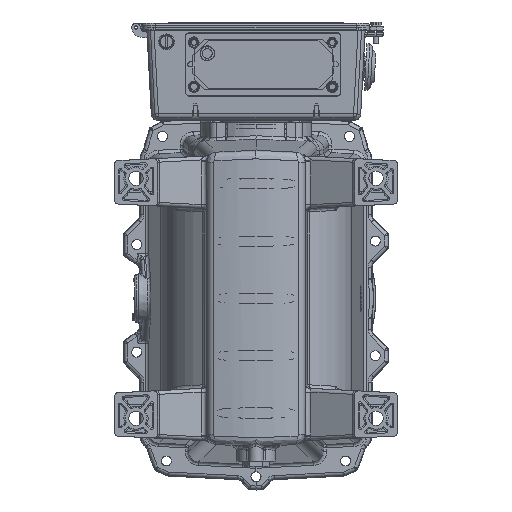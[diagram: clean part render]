
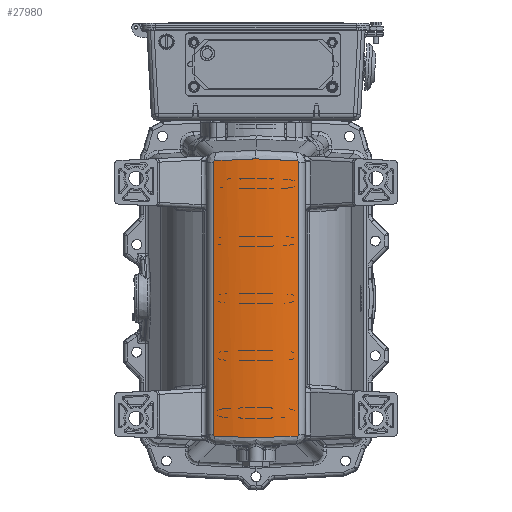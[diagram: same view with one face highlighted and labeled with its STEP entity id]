
A CAD part, front view. The second image highlights one B-rep face of the part: STEP entity #27980.
In plain terms, the highlighted cylindrical face has radius 240 mm (diameter 480 mm), a partial arc.
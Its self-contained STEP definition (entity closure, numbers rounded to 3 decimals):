
#2967=CARTESIAN_POINT('',(57.423,16.971,192.171));
#2968=CARTESIAN_POINT('',(51.203,15.438,192.405));
#2969=CARTESIAN_POINT('',(38.617,12.865,192.904));
#2970=CARTESIAN_POINT('',(19.394,10.523,193.746));
#2971=CARTESIAN_POINT('',(6.471,10.,194.364));
#2972=CARTESIAN_POINT('',(0.,10.,
194.687));
#2974=CARTESIAN_POINT('',(59.441,17.477,190.2));
#2975=CARTESIAN_POINT('',(59.441,17.477,190.371));
#2976=CARTESIAN_POINT('',(59.397,17.466,190.7));
#2977=CARTESIAN_POINT('',(59.195,17.415,191.175));
#2978=CARTESIAN_POINT('',(58.873,17.333,191.583));
#2979=CARTESIAN_POINT('',(58.452,17.227,191.901));
#2980=CARTESIAN_POINT('',(57.954,17.102,192.109));
#2981=CARTESIAN_POINT('',(57.604,17.016,192.164));
#2982=CARTESIAN_POINT('',(57.423,16.971,192.171));
#2984=DIRECTION('',(0.,0.,1.));
#2985=VECTOR('',#2984,380.401);
#2986=CARTESIAN_POINT('',(59.441,17.477,-190.2));
#2987=LINE('',#2986,#2985);
#2988=CARTESIAN_POINT('',(57.423,16.971,-192.171));
#2989=CARTESIAN_POINT('',(57.604,17.016,-192.164));
#2990=CARTESIAN_POINT('',(57.954,17.102,-192.109));
#2991=CARTESIAN_POINT('',(58.452,17.227,-191.901));
#2992=CARTESIAN_POINT('',(58.873,17.333,-191.583));
#2993=CARTESIAN_POINT('',(59.195,17.415,-191.175));
#2994=CARTESIAN_POINT('',(59.397,17.466,-190.7));
#2995=CARTESIAN_POINT('',(59.441,17.477,-190.371));
#2996=CARTESIAN_POINT('',(59.441,17.477,-190.2));
#2998=CARTESIAN_POINT('',(0.,10.,
-194.687));
#2999=CARTESIAN_POINT('',(6.471,10.,-194.364));
#3000=CARTESIAN_POINT('',(19.394,10.523,-193.746));
#3001=CARTESIAN_POINT('',(38.617,12.865,-192.904));
#3002=CARTESIAN_POINT('',(51.203,15.438,-192.405));
#3003=CARTESIAN_POINT('',(57.423,16.971,-192.171));
#3005=CARTESIAN_POINT('',(-57.423,16.971,
-192.171));
#3006=CARTESIAN_POINT('',(-51.203,15.438,
-192.405));
#3007=CARTESIAN_POINT('',(-38.617,12.865,
-192.904));
#3008=CARTESIAN_POINT('',(-19.394,10.523,
-193.746));
#3009=CARTESIAN_POINT('',(-6.471,10.,
-194.364));
#3010=CARTESIAN_POINT('',(0.,10.,
-194.687));
#3012=CARTESIAN_POINT('',(-59.441,17.477,
-190.2));
#3013=CARTESIAN_POINT('',(-59.441,17.477,
-190.371));
#3014=CARTESIAN_POINT('',(-59.397,17.466,
-190.7));
#3015=CARTESIAN_POINT('',(-59.195,17.415,
-191.175));
#3016=CARTESIAN_POINT('',(-58.873,17.333,
-191.583));
#3017=CARTESIAN_POINT('',(-58.452,17.227,
-191.901));
#3018=CARTESIAN_POINT('',(-57.954,17.102,
-192.109));
#3019=CARTESIAN_POINT('',(-57.604,17.016,
-192.164));
#3020=CARTESIAN_POINT('',(-57.423,16.971,
-192.171));
#3022=DIRECTION('',(0.,0.,-1.));
#3023=VECTOR('',#3022,380.401);
#3024=CARTESIAN_POINT('',(-59.441,17.477,190.2));
#3025=LINE('',#3024,#3023);
#3026=CARTESIAN_POINT('',(-57.423,16.971,192.171));
#3027=CARTESIAN_POINT('',(-57.604,17.016,192.164));
#3028=CARTESIAN_POINT('',(-57.954,17.102,192.109));
#3029=CARTESIAN_POINT('',(-58.452,17.227,191.901));
#3030=CARTESIAN_POINT('',(-58.873,17.333,191.583));
#3031=CARTESIAN_POINT('',(-59.195,17.415,191.175));
#3032=CARTESIAN_POINT('',(-59.397,17.466,190.7));
#3033=CARTESIAN_POINT('',(-59.441,17.477,190.371));
#3034=CARTESIAN_POINT('',(-59.441,17.477,190.2));
#3036=CARTESIAN_POINT('',(0.,10.,
194.687));
#3037=CARTESIAN_POINT('',(-6.471,10.,194.364));
#3038=CARTESIAN_POINT('',(-19.394,10.523,193.746));
#3039=CARTESIAN_POINT('',(-38.617,12.865,192.904));
#3040=CARTESIAN_POINT('',(-51.203,15.438,192.405));
#3041=CARTESIAN_POINT('',(-57.423,16.971,192.171));
#22166=VERTEX_POINT('',#2967);
#22167=VERTEX_POINT('',#2972);
#22168=VERTEX_POINT('',#2974);
#22170=CARTESIAN_POINT('',(59.441,17.477,
-190.2));
#22171=VERTEX_POINT('',#22170);
#22174=VERTEX_POINT('',#2988);
#22176=VERTEX_POINT('',#2998);
#22177=VERTEX_POINT('',#3041);
#22179=VERTEX_POINT('',#3034);
#22181=CARTESIAN_POINT('',(-59.441,17.477,
-190.2));
#22182=VERTEX_POINT('',#22181);
#22185=VERTEX_POINT('',#3020);
#27953=CARTESIAN_POINT('',(0.,250.,-200.5));
#27954=DIRECTION('',(0.,0.,1.));
#27955=DIRECTION('',(1.,0.,0.));
#27956=AXIS2_PLACEMENT_3D('',#27953,#27954,#27955);
#27957=CYLINDRICAL_SURFACE('',#27956,240.);
#27959=ORIENTED_EDGE('',*,*,#27958,.F.);
#27961=ORIENTED_EDGE('',*,*,#27960,.F.);
#27963=ORIENTED_EDGE('',*,*,#27962,.F.);
#27965=ORIENTED_EDGE('',*,*,#27964,.F.);
#27967=ORIENTED_EDGE('',*,*,#27966,.F.);
#27969=ORIENTED_EDGE('',*,*,#27968,.F.);
#27971=ORIENTED_EDGE('',*,*,#27970,.F.);
#27973=ORIENTED_EDGE('',*,*,#27972,.F.);
#27975=ORIENTED_EDGE('',*,*,#27974,.F.);
#27977=ORIENTED_EDGE('',*,*,#27976,.F.);
#27978=EDGE_LOOP('',(#27959,#27961,#27963,#27965,#27967,#27969,#27971,#27973,
#27975,#27977));
#27979=FACE_OUTER_BOUND('',#27978,.F.);
#27980=ADVANCED_FACE('',(#27979),#27957,.T.);
#2973=B_SPLINE_CURVE_WITH_KNOTS('',3,(#2967,#2968,#2969,#2970,#2971,#2972),
.UNSPECIFIED.,.F.,.F.,(4,1,1,4),(0.,0.333,0.667,1.),
.UNSPECIFIED.);
#2983=B_SPLINE_CURVE_WITH_KNOTS('',3,(#2974,#2975,#2976,#2977,#2978,#2979,#2980,
#2981,#2982),.UNSPECIFIED.,.F.,.F.,(4,1,1,1,1,1,4),(0.,0.167,
0.333,0.5,0.667,0.833,1.),
.UNSPECIFIED.);
#2997=B_SPLINE_CURVE_WITH_KNOTS('',3,(#2988,#2989,#2990,#2991,#2992,#2993,#2994,
#2995,#2996),.UNSPECIFIED.,.F.,.F.,(4,1,1,1,1,1,4),(0.,0.167,
0.333,0.5,0.667,0.833,1.),
.UNSPECIFIED.);
#3004=B_SPLINE_CURVE_WITH_KNOTS('',3,(#2998,#2999,#3000,#3001,#3002,#3003),
.UNSPECIFIED.,.F.,.F.,(4,1,1,4),(0.,0.333,0.667,1.),
.UNSPECIFIED.);
#3011=B_SPLINE_CURVE_WITH_KNOTS('',3,(#3005,#3006,#3007,#3008,#3009,#3010),
.UNSPECIFIED.,.F.,.F.,(4,1,1,4),(0.,0.333,0.667,1.),
.UNSPECIFIED.);
#3021=B_SPLINE_CURVE_WITH_KNOTS('',3,(#3012,#3013,#3014,#3015,#3016,#3017,#3018,
#3019,#3020),.UNSPECIFIED.,.F.,.F.,(4,1,1,1,1,1,4),(0.,0.167,
0.333,0.5,0.667,0.833,1.),
.UNSPECIFIED.);
#3035=B_SPLINE_CURVE_WITH_KNOTS('',3,(#3026,#3027,#3028,#3029,#3030,#3031,#3032,
#3033,#3034),.UNSPECIFIED.,.F.,.F.,(4,1,1,1,1,1,4),(0.,0.167,
0.333,0.5,0.667,0.833,1.),
.UNSPECIFIED.);
#3042=B_SPLINE_CURVE_WITH_KNOTS('',3,(#3036,#3037,#3038,#3039,#3040,#3041),
.UNSPECIFIED.,.F.,.F.,(4,1,1,4),(0.,0.333,0.667,1.),
.UNSPECIFIED.);
#27958=EDGE_CURVE('',#22166,#22167,#2973,.T.);
#27960=EDGE_CURVE('',#22168,#22166,#2983,.T.);
#27962=EDGE_CURVE('',#22171,#22168,#2987,.T.);
#27964=EDGE_CURVE('',#22174,#22171,#2997,.T.);
#27966=EDGE_CURVE('',#22176,#22174,#3004,.T.);
#27968=EDGE_CURVE('',#22185,#22176,#3011,.T.);
#27970=EDGE_CURVE('',#22182,#22185,#3021,.T.);
#27972=EDGE_CURVE('',#22179,#22182,#3025,.T.);
#27974=EDGE_CURVE('',#22177,#22179,#3035,.T.);
#27976=EDGE_CURVE('',#22167,#22177,#3042,.T.);
